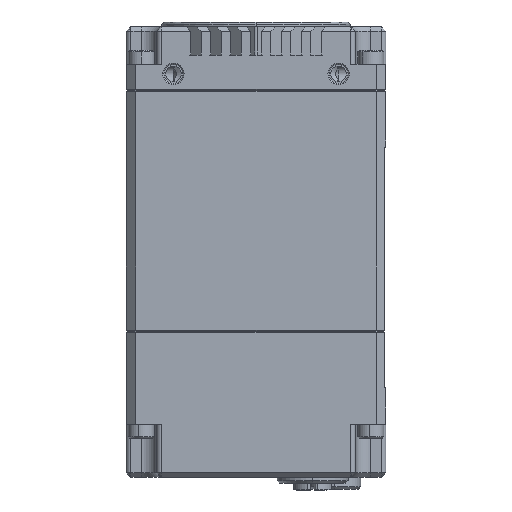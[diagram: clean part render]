
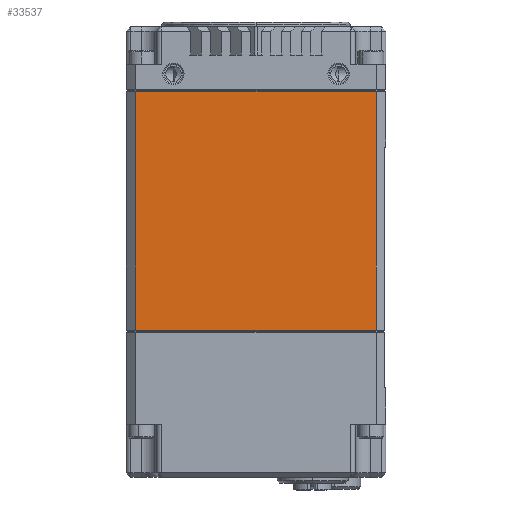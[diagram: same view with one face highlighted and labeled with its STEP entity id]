
A CAD part, left-side view. The second image highlights one B-rep face of the part: STEP entity #33537.
In plain terms, the highlighted planar face has unit normal (-1, 0, 0).
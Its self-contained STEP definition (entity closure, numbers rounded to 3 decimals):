
#2067 = ORIENTED_EDGE ( 'NONE', *, *, #8569, .T. ) ;
#2217 = EDGE_CURVE ( 'Defeatured_2123+Defeatured_2143+Defeatured_2128+Defeatured_2125', #32015, #22583, #28917, .T. ) ;
#2355 = CARTESIAN_POINT ( 'NONE',  ( -27.5, 25.5, 81.8 ) ) ;
#5036 = DIRECTION ( 'NONE',  ( 1., 0., 0. ) ) ;
#6929 = CARTESIAN_POINT ( 'NONE',  ( -27.5, -25.5, 31.2 ) ) ;
#8569 = EDGE_CURVE ( 'Defeatured_2123+Defeatured_2137+Defeatured_2125+Defeatured_2128', #35037, #22406, #31272, .T. ) ;
#13233 = FACE_OUTER_BOUND ( 'NONE', #44037, .T. ) ;
#13805 = ORIENTED_EDGE ( 'NONE', *, *, #16812, .T. ) ;
#14118 = CARTESIAN_POINT ( 'NONE',  ( -27.5, 25.5, 31.2 ) ) ;
#14956 = EDGE_CURVE ( 'Defeatured_2123+Defeatured_2125+Defeatured_2143+Defeatured_2137', #22583, #35037, #28568, .T. ) ;
#15294 = CARTESIAN_POINT ( 'NONE',  ( -27.5, -27.5, 82. ) ) ;
#16812 = EDGE_CURVE ( 'Defeatured_2123+Defeatured_2128+Defeatured_2137+Defeatured_2143', #22406, #32015, #32788, .T. ) ;
#19559 = DIRECTION ( 'NONE',  ( 0., 0., 1. ) ) ;
#21806 = DIRECTION ( 'NONE',  ( 0., 0., -1. ) ) ;
#22406 = VERTEX_POINT ( 'NONE', #2355 ) ;
#22583 = VERTEX_POINT ( 'NONE', #6929 ) ;
#28568 = LINE ( 'NONE', #41131, #29692 ) ;
#28865 = PLANE ( 'NONE',  #37044 ) ;
#28917 = LINE ( 'NONE', #37946, #40441 ) ;
#29439 = DIRECTION ( 'NONE',  ( 0., 0., -1. ) ) ;
#29692 = VECTOR ( 'NONE', #19559, 1000. ) ;
#31272 = LINE ( 'NONE', #35136, #42819 ) ;
#32015 = VERTEX_POINT ( 'NONE', #14118 ) ;
#32386 = ORIENTED_EDGE ( 'NONE', *, *, #14956, .T. ) ;
#32788 = LINE ( 'NONE', #33397, #38812 ) ;
#33397 = CARTESIAN_POINT ( 'NONE',  ( -27.5, 25.5, 82. ) ) ;
#33537 = ADVANCED_FACE ( 'Defeatured_2123', ( #13233 ), #28865, .F. ) ;
#35037 = VERTEX_POINT ( 'NONE', #37947 ) ;
#35136 = CARTESIAN_POINT ( 'NONE',  ( -27.5, -27.5, 81.8 ) ) ;
#37009 = ORIENTED_EDGE ( 'NONE', *, *, #2217, .T. ) ;
#37044 = AXIS2_PLACEMENT_3D ( 'NONE', #15294, #5036, #21806 ) ;
#37624 = DIRECTION ( 'NONE',  ( 0., -1., 0. ) ) ;
#37946 = CARTESIAN_POINT ( 'NONE',  ( -27.5, -27.5, 31.2 ) ) ;
#37947 = CARTESIAN_POINT ( 'NONE',  ( -27.5, -25.5, 81.8 ) ) ;
#38812 = VECTOR ( 'NONE', #29439, 1000. ) ;
#40441 = VECTOR ( 'NONE', #37624, 1000. ) ;
#41131 = CARTESIAN_POINT ( 'NONE',  ( -27.5, -25.5, 82. ) ) ;
#41756 = DIRECTION ( 'NONE',  ( 0., 1., 0. ) ) ;
#42819 = VECTOR ( 'NONE', #41756, 1000. ) ;
#44037 = EDGE_LOOP ( 'NONE', ( #32386, #2067, #13805, #37009 ) ) ;
